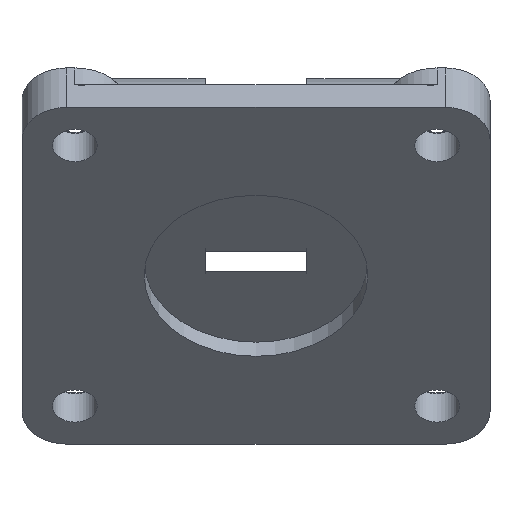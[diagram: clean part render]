
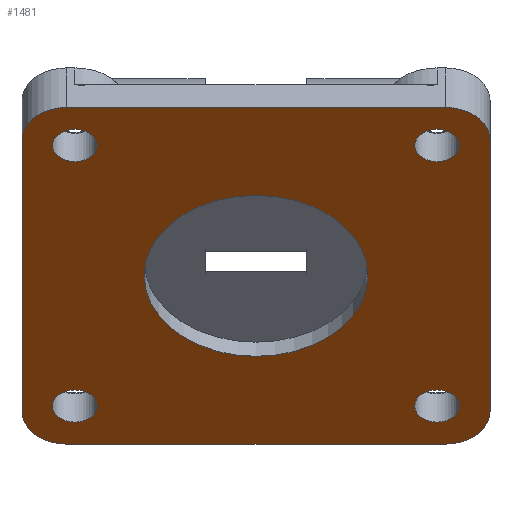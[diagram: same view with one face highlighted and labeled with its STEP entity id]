
A CAD part, front view. The second image highlights one B-rep face of the part: STEP entity #1481.
In plain terms, the highlighted planar face has unit normal (0, -0.719, -0.695).
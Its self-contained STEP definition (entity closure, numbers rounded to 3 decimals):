
#93=FACE_BOUND('',#515,.T.);
#94=FACE_BOUND('',#516,.T.);
#95=FACE_BOUND('',#517,.T.);
#96=FACE_BOUND('',#518,.T.);
#97=FACE_BOUND('',#519,.T.);
#148=LINE('',#2361,#262);
#156=LINE('',#2380,#270);
#196=LINE('',#2530,#310);
#197=LINE('',#2532,#311);
#262=VECTOR('',#1841,93.);
#270=VECTOR('',#1859,93.);
#310=VECTOR('',#2041,93.);
#311=VECTOR('',#2044,93.);
#397=FACE_OUTER_BOUND('',#514,.T.);
#514=EDGE_LOOP('',(#1271,#1272,#1273,#1274,#1275,#1276,#1277,#1278));
#515=EDGE_LOOP('',(#1279));
#516=EDGE_LOOP('',(#1280));
#517=EDGE_LOOP('',(#1281));
#518=EDGE_LOOP('',(#1282));
#519=EDGE_LOOP('',(#1283));
#571=CIRCLE('',#1549,11.);
#583=CIRCLE('',#1564,11.);
#584=CIRCLE('',#1566,11.);
#585=CIRCLE('',#1569,11.);
#593=CIRCLE('',#1594,27.5);
#603=CIRCLE('',#1619,5.5);
#606=CIRCLE('',#1625,5.5);
#609=CIRCLE('',#1631,5.5);
#612=CIRCLE('',#1637,5.5);
#673=VERTEX_POINT('',#2287);
#674=VERTEX_POINT('',#2289);
#707=VERTEX_POINT('',#2360);
#710=VERTEX_POINT('',#2369);
#711=VERTEX_POINT('',#2373);
#712=VERTEX_POINT('',#2375);
#713=VERTEX_POINT('',#2379);
#716=VERTEX_POINT('',#2388);
#730=VERTEX_POINT('',#2448);
#743=VERTEX_POINT('',#2500);
#746=VERTEX_POINT('',#2509);
#749=VERTEX_POINT('',#2518);
#752=VERTEX_POINT('',#2527);
#823=EDGE_CURVE('',#673,#674,#571,.T.);
#859=EDGE_CURVE('',#674,#707,#148,.T.);
#864=EDGE_CURVE('',#707,#710,#583,.T.);
#867=EDGE_CURVE('',#711,#712,#584,.T.);
#869=EDGE_CURVE('',#712,#713,#156,.T.);
#874=EDGE_CURVE('',#713,#716,#585,.T.);
#903=EDGE_CURVE('',#730,#730,#593,.T.);
#927=EDGE_CURVE('',#743,#743,#603,.T.);
#930=EDGE_CURVE('',#746,#746,#606,.T.);
#933=EDGE_CURVE('',#749,#749,#609,.T.);
#936=EDGE_CURVE('',#752,#752,#612,.T.);
#937=EDGE_CURVE('',#710,#711,#196,.T.);
#938=EDGE_CURVE('',#716,#673,#197,.T.);
#1271=ORIENTED_EDGE('',*,*,#823,.F.);
#1272=ORIENTED_EDGE('',*,*,#938,.F.);
#1273=ORIENTED_EDGE('',*,*,#874,.F.);
#1274=ORIENTED_EDGE('',*,*,#869,.F.);
#1275=ORIENTED_EDGE('',*,*,#867,.F.);
#1276=ORIENTED_EDGE('',*,*,#937,.F.);
#1277=ORIENTED_EDGE('',*,*,#864,.F.);
#1278=ORIENTED_EDGE('',*,*,#859,.F.);
#1279=ORIENTED_EDGE('',*,*,#903,.T.);
#1280=ORIENTED_EDGE('',*,*,#927,.T.);
#1281=ORIENTED_EDGE('',*,*,#930,.T.);
#1282=ORIENTED_EDGE('',*,*,#933,.T.);
#1283=ORIENTED_EDGE('',*,*,#936,.T.);
#1408=PLANE('',#1640);
#1481=ADVANCED_FACE('',(#397,#93,#94,#95,#96,#97),#1408,.F.);
#1549=AXIS2_PLACEMENT_3D('',#2290,#1789,#1790);
#1564=AXIS2_PLACEMENT_3D('',#2370,#1848,#1849);
#1566=AXIS2_PLACEMENT_3D('',#2376,#1854,#1855);
#1569=AXIS2_PLACEMENT_3D('',#2389,#1866,#1867);
#1594=AXIS2_PLACEMENT_3D('',#2449,#1937,#1938);
#1619=AXIS2_PLACEMENT_3D('',#2501,#2001,#2002);
#1625=AXIS2_PLACEMENT_3D('',#2510,#2013,#2014);
#1631=AXIS2_PLACEMENT_3D('',#2519,#2025,#2026);
#1637=AXIS2_PLACEMENT_3D('',#2528,#2037,#2038);
#1640=AXIS2_PLACEMENT_3D('',#2533,#2045,#2046);
#1789=DIRECTION('center_axis',(0.,0.719,0.695));
#1790=DIRECTION('ref_axis',(0.707,0.491,-0.509));
#1841=DIRECTION('',(-1.,0.,0.));
#1848=DIRECTION('center_axis',(0.,0.719,0.695));
#1849=DIRECTION('ref_axis',(-0.707,0.491,-0.509));
#1854=DIRECTION('center_axis',(0.,0.719,0.695));
#1855=DIRECTION('ref_axis',(-0.707,-0.491,0.509));
#1859=DIRECTION('',(1.,0.,0.));
#1866=DIRECTION('center_axis',(0.,0.719,0.695));
#1867=DIRECTION('ref_axis',(0.707,-0.491,0.509));
#1937=DIRECTION('center_axis',(0.,0.719,0.695));
#1938=DIRECTION('ref_axis',(1.,0.,0.));
#2001=DIRECTION('center_axis',(0.,0.719,0.695));
#2002=DIRECTION('ref_axis',(1.,0.,0.));
#2013=DIRECTION('center_axis',(0.,0.719,0.695));
#2014=DIRECTION('ref_axis',(1.,0.,0.));
#2025=DIRECTION('center_axis',(0.,0.719,0.695));
#2026=DIRECTION('ref_axis',(1.,0.,0.));
#2037=DIRECTION('center_axis',(0.,0.719,0.695));
#2038=DIRECTION('ref_axis',(1.,0.,0.));
#2041=DIRECTION('',(0.,-0.695,0.719));
#2044=DIRECTION('',(0.,0.695,-0.719));
#2045=DIRECTION('center_axis',(0.,0.719,0.695));
#2046=DIRECTION('ref_axis',(1.,0.,0.));
#2287=CARTESIAN_POINT('',(125.169,0.432,-38.823));
#2289=CARTESIAN_POINT('',(114.169,8.074,-46.735));
#2290=CARTESIAN_POINT('Origin',(114.169,0.432,-38.823));
#2360=CARTESIAN_POINT('',(21.169,8.074,-46.735));
#2361=CARTESIAN_POINT('',(125.169,8.074,-46.735));
#2369=CARTESIAN_POINT('',(10.169,0.432,-38.823));
#2370=CARTESIAN_POINT('Origin',(21.169,0.432,-38.823));
#2373=CARTESIAN_POINT('',(10.169,-64.179,28.069));
#2375=CARTESIAN_POINT('',(21.169,-71.821,35.981));
#2376=CARTESIAN_POINT('Origin',(21.169,-64.179,28.069));
#2379=CARTESIAN_POINT('',(114.169,-71.821,35.981));
#2380=CARTESIAN_POINT('',(10.169,-71.821,35.981));
#2388=CARTESIAN_POINT('',(125.169,-64.179,28.069));
#2389=CARTESIAN_POINT('Origin',(114.169,-64.179,28.069));
#2448=CARTESIAN_POINT('',(40.169,-31.873,-5.377));
#2449=CARTESIAN_POINT('Origin',(67.669,-31.873,-5.377));
#2500=CARTESIAN_POINT('',(106.669,-62.789,26.63));
#2501=CARTESIAN_POINT('Origin',(112.169,-62.789,26.63));
#2509=CARTESIAN_POINT('',(17.669,-0.957,-37.384));
#2510=CARTESIAN_POINT('Origin',(23.169,-0.957,-37.384));
#2518=CARTESIAN_POINT('',(17.669,-62.789,26.63));
#2519=CARTESIAN_POINT('Origin',(23.169,-62.789,26.63));
#2527=CARTESIAN_POINT('',(106.669,-0.957,-37.384));
#2528=CARTESIAN_POINT('Origin',(112.169,-0.957,-37.384));
#2530=CARTESIAN_POINT('',(10.169,8.074,-46.735));
#2532=CARTESIAN_POINT('',(125.169,-71.821,35.981));
#2533=CARTESIAN_POINT('Origin',(67.669,-31.873,-5.377));
